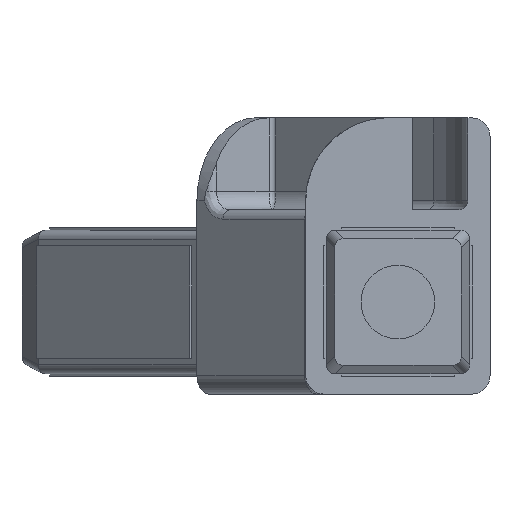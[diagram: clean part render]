
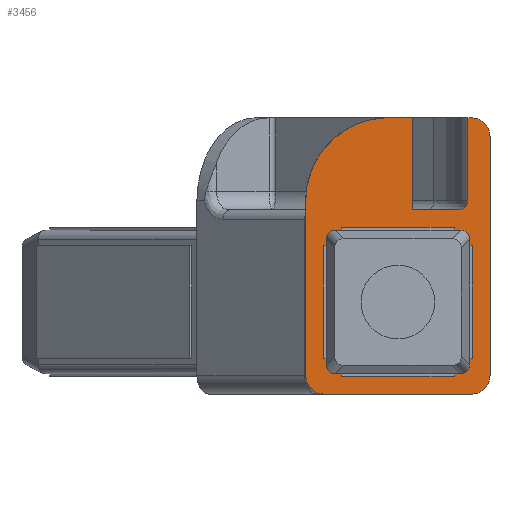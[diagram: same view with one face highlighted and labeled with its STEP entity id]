
A CAD part, front view. The second image highlights one B-rep face of the part: STEP entity #3456.
In plain terms, the highlighted planar face has unit normal (0, -1, 0).
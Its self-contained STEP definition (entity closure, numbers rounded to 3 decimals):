
#7=CARTESIAN_POINT('',(1.6,29.984,10.));
#8=VERTEX_POINT('',#7);
#9=CARTESIAN_POINT('',(1.6,29.984,20.));
#10=VERTEX_POINT('',#9);
#11=CARTESIAN_POINT('',(1.6,29.984,10.));
#12=DIRECTION('',(0.0,0.0,1.0));
#13=VECTOR('',#12,10.);
#14=LINE('',#11,#13);
#15=EDGE_CURVE('',#8,#10,#14,.T.);
#1363=CARTESIAN_POINT('',(-8.,29.984,-10.));
#1364=VERTEX_POINT('',#1363);
#1365=CARTESIAN_POINT('',(-10.,29.984,-8.));
#1366=VERTEX_POINT('',#1365);
#1367=CARTESIAN_POINT('',(-8.,29.984,-8.));
#1368=DIRECTION('',(0.0,1.0,0.0));
#1369=DIRECTION('',(0.,0.0,-1.0));
#1370=AXIS2_PLACEMENT_3D('',#1367,#1368,#1369);
#1371=CIRCLE('',#1370,2.0);
#1372=EDGE_CURVE('',#1364,#1366,#1371,.T.);
#1416=CARTESIAN_POINT('',(10.,29.984,-8.));
#1417=VERTEX_POINT('',#1416);
#1424=CARTESIAN_POINT('',(8.,29.984,-10.));
#1425=VERTEX_POINT('',#1424);
#1426=CARTESIAN_POINT('',(8.,29.984,-8.));
#1427=DIRECTION('',(0.0,-1.0,0.0));
#1428=DIRECTION('',(0.,0.0,-1.0));
#1429=AXIS2_PLACEMENT_3D('',#1426,#1427,#1428);
#1430=CIRCLE('',#1429,2.0);
#1431=EDGE_CURVE('',#1425,#1417,#1430,.T.);
#1498=CARTESIAN_POINT('',(8.,29.984,-10.));
#1499=DIRECTION('',(-1.0,0.0,0.0));
#1500=VECTOR('',#1499,16.);
#1501=LINE('',#1498,#1500);
#1502=EDGE_CURVE('',#1425,#1364,#1501,.T.);
#2173=CARTESIAN_POINT('',(6.6,29.984,10.));
#2174=VERTEX_POINT('',#2173);
#2181=CARTESIAN_POINT('',(7.6,29.984,11.));
#2182=VERTEX_POINT('',#2181);
#2183=CARTESIAN_POINT('',(6.6,29.984,11.));
#2184=DIRECTION('',(0.0,1.0,0.0));
#2185=DIRECTION('',(1.0,0.0,0.));
#2186=AXIS2_PLACEMENT_3D('',#2183,#2184,#2185);
#2187=CIRCLE('',#2186,1.0);
#2188=EDGE_CURVE('',#2182,#2174,#2187,.T.);
#2248=CARTESIAN_POINT('',(6.6,29.984,10.));
#2249=DIRECTION('',(-1.0,0.0,0.0));
#2250=VECTOR('',#2249,5.0);
#2251=LINE('',#2248,#2250);
#2252=EDGE_CURVE('',#2174,#8,#2251,.T.);
#2280=CARTESIAN_POINT('',(7.6,29.984,20.));
#2281=VERTEX_POINT('',#2280);
#2295=CARTESIAN_POINT('',(7.6,29.984,11.));
#2296=DIRECTION('',(0.0,0.0,1.0));
#2297=VECTOR('',#2296,9.);
#2298=LINE('',#2295,#2297);
#2299=EDGE_CURVE('',#2182,#2281,#2298,.T.);
#2463=CARTESIAN_POINT('',(8.,29.984,20.));
#2464=VERTEX_POINT('',#2463);
#2465=CARTESIAN_POINT('',(10.,29.984,18.));
#2466=VERTEX_POINT('',#2465);
#2467=CARTESIAN_POINT('',(8.,29.984,18.));
#2468=DIRECTION('',(0.0,1.0,0.0));
#2469=DIRECTION('',(0.,0.0,1.0));
#2470=AXIS2_PLACEMENT_3D('',#2467,#2468,#2469);
#2471=CIRCLE('',#2470,2.0);
#2472=EDGE_CURVE('',#2464,#2466,#2471,.T.);
#2530=CARTESIAN_POINT('',(7.6,29.984,20.));
#2531=DIRECTION('',(1.0,0.0,0.0));
#2532=VECTOR('',#2531,0.4);
#2533=LINE('',#2530,#2532);
#2534=EDGE_CURVE('',#2281,#2464,#2533,.T.);
#2584=CARTESIAN_POINT('',(10.,29.984,-8.));
#2585=DIRECTION('',(0.0,0.0,1.0));
#2586=VECTOR('',#2585,26.);
#2587=LINE('',#2584,#2586);
#2588=EDGE_CURVE('',#1417,#2466,#2587,.T.);
#3346=CARTESIAN_POINT('',(10.,29.984,20.));
#3347=DIRECTION('',(0.0,-1.0,0.0));
#3348=DIRECTION('',(-1.0,0.0,0.0));
#3349=AXIS2_PLACEMENT_3D('',#3346,#3347,#3348);
#3350=PLANE('',#3349);
#3351=ORIENTED_EDGE('',*,*,#1502,.F.);
#3352=ORIENTED_EDGE('',*,*,#1431,.T.);
#3353=ORIENTED_EDGE('',*,*,#2588,.T.);
#3354=ORIENTED_EDGE('',*,*,#2472,.F.);
#3355=ORIENTED_EDGE('',*,*,#2534,.F.);
#3356=ORIENTED_EDGE('',*,*,#2299,.F.);
#3357=ORIENTED_EDGE('',*,*,#2188,.T.);
#3358=ORIENTED_EDGE('',*,*,#2252,.T.);
#3359=ORIENTED_EDGE('',*,*,#15,.T.);
#3360=CARTESIAN_POINT('',(-1.393,29.984,20.));
#3361=VERTEX_POINT('',#3360);
#3362=CARTESIAN_POINT('',(1.6,29.984,20.));
#3363=DIRECTION('',(-1.0,0.0,0.0));
#3364=VECTOR('',#3363,2.993);
#3365=LINE('',#3362,#3364);
#3366=EDGE_CURVE('',#10,#3361,#3365,.T.);
#3367=ORIENTED_EDGE('',*,*,#3366,.T.);
#3368=CARTESIAN_POINT('',(-10.,29.984,11.027));
#3369=VERTEX_POINT('',#3368);
#3370=CARTESIAN_POINT('',(-1.,29.984,11.009));
#3371=DIRECTION('',(0.,1.0,0.));
#3372=DIRECTION('',(-1.,0.,0.002));
#3373=AXIS2_PLACEMENT_3D('',#3370,#3371,#3372);
#3374=CIRCLE('',#3373,9.0);
#3375=EDGE_CURVE('',#3369,#3361,#3374,.T.);
#3376=ORIENTED_EDGE('',*,*,#3375,.F.);
#3377=CARTESIAN_POINT('',(-10.,29.984,-8.));
#3378=DIRECTION('',(0.0,0.0,1.0));
#3379=VECTOR('',#3378,19.027);
#3380=LINE('',#3377,#3379);
#3381=EDGE_CURVE('',#1366,#3369,#3380,.T.);
#3382=ORIENTED_EDGE('',*,*,#3381,.F.);
#3383=ORIENTED_EDGE('',*,*,#1372,.F.);
#3384=EDGE_LOOP('',(#3351,#3352,#3353,#3354,#3355,#3356,#3357,#3358,#3359,#3367,#3376,#3382,#3383));
#3385=FACE_OUTER_BOUND('',#3384,.T.);
#3386=CARTESIAN_POINT('',(7.8,29.984,-6.8));
#3387=VERTEX_POINT('',#3386);
#3388=CARTESIAN_POINT('',(6.8,29.984,-7.8));
#3389=VERTEX_POINT('',#3388);
#3390=CARTESIAN_POINT('',(6.8,29.984,-6.8));
#3391=DIRECTION('',(0.0,1.0,0.0));
#3392=DIRECTION('',(1.0,0.0,0.));
#3393=AXIS2_PLACEMENT_3D('',#3390,#3391,#3392);
#3394=CIRCLE('',#3393,1.0);
#3395=EDGE_CURVE('',#3387,#3389,#3394,.T.);
#3396=ORIENTED_EDGE('',*,*,#3395,.T.);
#3397=CARTESIAN_POINT('',(-6.8,29.984,-7.8));
#3398=VERTEX_POINT('',#3397);
#3399=CARTESIAN_POINT('',(6.8,29.984,-7.8));
#3400=DIRECTION('',(-1.0,0.0,0.0));
#3401=VECTOR('',#3400,13.6);
#3402=LINE('',#3399,#3401);
#3403=EDGE_CURVE('',#3389,#3398,#3402,.T.);
#3404=ORIENTED_EDGE('',*,*,#3403,.T.);
#3405=CARTESIAN_POINT('',(-7.8,29.984,-6.8));
#3406=VERTEX_POINT('',#3405);
#3407=CARTESIAN_POINT('',(-6.8,29.984,-6.8));
#3408=DIRECTION('',(0.0,1.0,0.0));
#3409=DIRECTION('',(0.,0.0,-1.0));
#3410=AXIS2_PLACEMENT_3D('',#3407,#3408,#3409);
#3411=CIRCLE('',#3410,1.0);
#3412=EDGE_CURVE('',#3398,#3406,#3411,.T.);
#3413=ORIENTED_EDGE('',*,*,#3412,.T.);
#3414=CARTESIAN_POINT('',(-7.8,29.984,6.8));
#3415=VERTEX_POINT('',#3414);
#3416=CARTESIAN_POINT('',(-7.8,29.984,-6.8));
#3417=DIRECTION('',(0.0,0.0,1.0));
#3418=VECTOR('',#3417,13.6);
#3419=LINE('',#3416,#3418);
#3420=EDGE_CURVE('',#3406,#3415,#3419,.T.);
#3421=ORIENTED_EDGE('',*,*,#3420,.T.);
#3422=CARTESIAN_POINT('',(-6.8,29.984,7.8));
#3423=VERTEX_POINT('',#3422);
#3424=CARTESIAN_POINT('',(-6.8,29.984,6.8));
#3425=DIRECTION('',(0.0,-1.0,0.0));
#3426=DIRECTION('',(0.,0.0,1.0));
#3427=AXIS2_PLACEMENT_3D('',#3424,#3425,#3426);
#3428=CIRCLE('',#3427,1.0);
#3429=EDGE_CURVE('',#3423,#3415,#3428,.T.);
#3430=ORIENTED_EDGE('',*,*,#3429,.F.);
#3431=CARTESIAN_POINT('',(6.8,29.984,7.8));
#3432=VERTEX_POINT('',#3431);
#3433=CARTESIAN_POINT('',(6.8,29.984,7.8));
#3434=DIRECTION('',(-1.0,0.0,0.0));
#3435=VECTOR('',#3434,13.6);
#3436=LINE('',#3433,#3435);
#3437=EDGE_CURVE('',#3432,#3423,#3436,.T.);
#3438=ORIENTED_EDGE('',*,*,#3437,.F.);
#3439=CARTESIAN_POINT('',(7.8,29.984,6.8));
#3440=VERTEX_POINT('',#3439);
#3441=CARTESIAN_POINT('',(6.8,29.984,6.8));
#3442=DIRECTION('',(0.0,1.0,0.0));
#3443=DIRECTION('',(0.,0.0,1.0));
#3444=AXIS2_PLACEMENT_3D('',#3441,#3442,#3443);
#3445=CIRCLE('',#3444,1.0);
#3446=EDGE_CURVE('',#3432,#3440,#3445,.T.);
#3447=ORIENTED_EDGE('',*,*,#3446,.T.);
#3448=CARTESIAN_POINT('',(7.8,29.984,-6.8));
#3449=DIRECTION('',(0.0,0.0,1.0));
#3450=VECTOR('',#3449,13.6);
#3451=LINE('',#3448,#3450);
#3452=EDGE_CURVE('',#3387,#3440,#3451,.T.);
#3453=ORIENTED_EDGE('',*,*,#3452,.F.);
#3454=EDGE_LOOP('',(#3396,#3404,#3413,#3421,#3430,#3438,#3447,#3453));
#3455=FACE_BOUND('',#3454,.T.);
#3456=ADVANCED_FACE('',(#3385,#3455),#3350,.T.);
